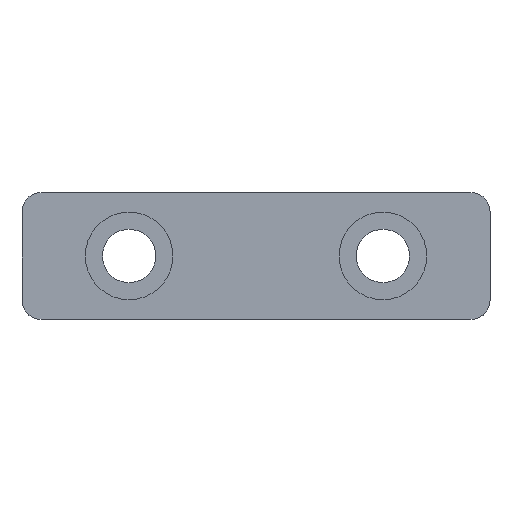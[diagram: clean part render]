
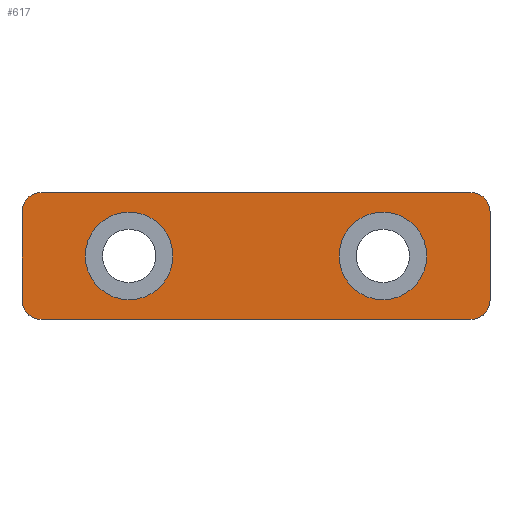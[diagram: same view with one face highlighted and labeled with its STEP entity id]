
A CAD part, top view. The second image highlights one B-rep face of the part: STEP entity #617.
In plain terms, the highlighted planar face has unit normal (0, 0, 1).
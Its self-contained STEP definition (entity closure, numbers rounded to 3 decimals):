
#4 = AXIS2_PLACEMENT_3D ( 'NONE', #608, #613, #519 ) ;
#7 = AXIS2_PLACEMENT_3D ( 'NONE', #280, #99, #96 ) ;
#8 = EDGE_CURVE ( 'NONE', #483, #278, #52, .T. ) ;
#11 = EDGE_CURVE ( 'NONE', #278, #483, #205, .T. ) ;
#21 = CARTESIAN_POINT ( 'NONE',  ( 28.44, 5., 1.6 ) ) ;
#24 = DIRECTION ( 'NONE',  ( -1., 0., 0. ) ) ;
#25 = EDGE_CURVE ( 'NONE', #261, #648, #359, .T. ) ;
#52 = CIRCLE ( 'NONE', #391, 3.45 ) ;
#86 = EDGE_CURVE ( 'NONE', #487, #548, #383, .T. ) ;
#89 = CIRCLE ( 'NONE', #459, 3.45 ) ;
#91 = AXIS2_PLACEMENT_3D ( 'NONE', #364, #231, #192 ) ;
#96 = DIRECTION ( 'NONE',  ( 1., 0., 0. ) ) ;
#99 = DIRECTION ( 'NONE',  ( 0., 0., 1. ) ) ;
#104 = VECTOR ( 'NONE', #370, 1000. ) ;
#110 = FACE_BOUND ( 'NONE', #232, .T. ) ;
#116 = FACE_BOUND ( 'NONE', #289, .T. ) ;
#118 = FACE_OUTER_BOUND ( 'NONE', #624, .T. ) ;
#123 = EDGE_CURVE ( 'NONE', #342, #260, #382, .T. ) ;
#125 = LINE ( 'NONE', #355, #104 ) ;
#139 = CIRCLE ( 'NONE', #590, 1.5 ) ;
#160 = AXIS2_PLACEMENT_3D ( 'NONE', #21, #471, #24 ) ;
#162 = CARTESIAN_POINT ( 'NONE',  ( 36.88, 1.5, 1.6 ) ) ;
#165 = VERTEX_POINT ( 'NONE', #500 ) ;
#169 = EDGE_CURVE ( 'NONE', #548, #342, #413, .T. ) ;
#185 = DIRECTION ( 'NONE',  ( 0., 1., 0. ) ) ;
#190 = EDGE_CURVE ( 'NONE', #165, #261, #440, .T. ) ;
#192 = DIRECTION ( 'NONE',  ( -1., 0., 0. ) ) ;
#198 = CIRCLE ( 'NONE', #672, 1.5 ) ;
#200 = EDGE_CURVE ( 'NONE', #648, #487, #198, .T. ) ;
#205 = CIRCLE ( 'NONE', #4, 3.45 ) ;
#211 = EDGE_CURVE ( 'NONE', #637, #551, #470, .T. ) ;
#220 = ORIENTED_EDGE ( 'NONE', *, *, #200, .T. ) ;
#228 = CARTESIAN_POINT ( 'NONE',  ( 1.5, 1.5, 1.6 ) ) ;
#229 = ORIENTED_EDGE ( 'NONE', *, *, #123, .T. ) ;
#231 = DIRECTION ( 'NONE',  ( 0., 0., 1. ) ) ;
#232 = EDGE_LOOP ( 'NONE', ( #684, #653 ) ) ;
#259 = ORIENTED_EDGE ( 'NONE', *, *, #683, .F. ) ;
#260 = VERTEX_POINT ( 'NONE', #407 ) ;
#261 = VERTEX_POINT ( 'NONE', #380 ) ;
#270 = DIRECTION ( 'NONE',  ( -1., 0., 0. ) ) ;
#271 = DIRECTION ( 'NONE',  ( 0., 0., 1. ) ) ;
#277 = ORIENTED_EDGE ( 'NONE', *, *, #211, .F. ) ;
#278 = VERTEX_POINT ( 'NONE', #596 ) ;
#280 = CARTESIAN_POINT ( 'NONE',  ( 35.38, 1.5, 1.6 ) ) ;
#283 = CARTESIAN_POINT ( 'NONE',  ( 28.44, 5., 1.6 ) ) ;
#289 = EDGE_LOOP ( 'NONE', ( #259, #277 ) ) ;
#293 = DIRECTION ( 'NONE',  ( 1., 0., 0. ) ) ;
#342 = VERTEX_POINT ( 'NONE', #492 ) ;
#354 = CARTESIAN_POINT ( 'NONE',  ( 1.5, 0., 1.6 ) ) ;
#355 = CARTESIAN_POINT ( 'NONE',  ( 1.5, 10., 1.6 ) ) ;
#359 = LINE ( 'NONE', #436, #360 ) ;
#360 = VECTOR ( 'NONE', #456, 1000. ) ;
#364 = CARTESIAN_POINT ( 'NONE',  ( 1.5, 8.5, 1.6 ) ) ;
#370 = DIRECTION ( 'NONE',  ( -1., 0., 0. ) ) ;
#374 = VECTOR ( 'NONE', #293, 1000. ) ;
#376 = CARTESIAN_POINT ( 'NONE',  ( 0., 1.5, 1.6 ) ) ;
#378 = CARTESIAN_POINT ( 'NONE',  ( 31.89, 5., 1.6 ) ) ;
#380 = CARTESIAN_POINT ( 'NONE',  ( 0., 8.5, 1.6 ) ) ;
#381 = EDGE_CURVE ( 'NONE', #260, #645, #139, .T. ) ;
#382 = LINE ( 'NONE', #162, #398 ) ;
#383 = LINE ( 'NONE', #354, #374 ) ;
#391 = AXIS2_PLACEMENT_3D ( 'NONE', #610, #595, #603 ) ;
#392 = DIRECTION ( 'NONE',  ( -1., 0., 0. ) ) ;
#393 = DIRECTION ( 'NONE',  ( 0., 0., -1. ) ) ;
#394 = PLANE ( 'NONE',  #506 ) ;
#398 = VECTOR ( 'NONE', #185, 1000. ) ;
#403 = CARTESIAN_POINT ( 'NONE',  ( 35.38, 10., 1.6 ) ) ;
#404 = CARTESIAN_POINT ( 'NONE',  ( 35.38, 8.5, 1.6 ) ) ;
#407 = CARTESIAN_POINT ( 'NONE',  ( 36.88, 8.5, 1.6 ) ) ;
#413 = CIRCLE ( 'NONE', #7, 1.5 ) ;
#433 = CARTESIAN_POINT ( 'NONE',  ( 24.99, 5., 1.6 ) ) ;
#436 = CARTESIAN_POINT ( 'NONE',  ( 0., 1.5, 1.6 ) ) ;
#438 = CARTESIAN_POINT ( 'NONE',  ( 35.38, 0., 1.6 ) ) ;
#440 = CIRCLE ( 'NONE', #91, 1.5 ) ;
#456 = DIRECTION ( 'NONE',  ( 0., -1., 0. ) ) ;
#459 = AXIS2_PLACEMENT_3D ( 'NONE', #283, #271, #270 ) ;
#463 = CARTESIAN_POINT ( 'NONE',  ( 11.89, 5., 1.6 ) ) ;
#468 = CARTESIAN_POINT ( 'NONE',  ( 1.5, 0., 1.6 ) ) ;
#470 = CIRCLE ( 'NONE', #160, 3.45 ) ;
#471 = DIRECTION ( 'NONE',  ( 0., 0., 1. ) ) ;
#476 = DIRECTION ( 'NONE',  ( -1., 0., 0. ) ) ;
#477 = DIRECTION ( 'NONE',  ( 0., 0., 1. ) ) ;
#478 = CARTESIAN_POINT ( 'NONE',  ( 35.38, 8.5, 1.6 ) ) ;
#483 = VERTEX_POINT ( 'NONE', #463 ) ;
#487 = VERTEX_POINT ( 'NONE', #468 ) ;
#492 = CARTESIAN_POINT ( 'NONE',  ( 36.88, 1.5, 1.6 ) ) ;
#500 = CARTESIAN_POINT ( 'NONE',  ( 1.5, 10., 1.6 ) ) ;
#506 = AXIS2_PLACEMENT_3D ( 'NONE', #404, #393, #392 ) ;
#519 = DIRECTION ( 'NONE',  ( -1., 0., 0. ) ) ;
#548 = VERTEX_POINT ( 'NONE', #438 ) ;
#551 = VERTEX_POINT ( 'NONE', #433 ) ;
#567 = DIRECTION ( 'NONE',  ( 0., 0., 1. ) ) ;
#570 = DIRECTION ( 'NONE',  ( -1., 0., 0. ) ) ;
#590 = AXIS2_PLACEMENT_3D ( 'NONE', #478, #477, #476 ) ;
#595 = DIRECTION ( 'NONE',  ( 0., 0., 1. ) ) ;
#596 = CARTESIAN_POINT ( 'NONE',  ( 4.99, 5., 1.6 ) ) ;
#603 = DIRECTION ( 'NONE',  ( -1., 0., 0. ) ) ;
#608 = CARTESIAN_POINT ( 'NONE',  ( 8.44, 5., 1.6 ) ) ;
#610 = CARTESIAN_POINT ( 'NONE',  ( 8.44, 5., 1.6 ) ) ;
#613 = DIRECTION ( 'NONE',  ( 0., 0., 1. ) ) ;
#617 = ADVANCED_FACE ( 'NONE', ( #110, #118, #116 ), #394, .F. ) ;
#621 = ORIENTED_EDGE ( 'NONE', *, *, #25, .T. ) ;
#624 = EDGE_LOOP ( 'NONE', ( #652, #628, #659, #621, #220, #666, #655, #229 ) ) ;
#628 = ORIENTED_EDGE ( 'NONE', *, *, #661, .T. ) ;
#637 = VERTEX_POINT ( 'NONE', #378 ) ;
#645 = VERTEX_POINT ( 'NONE', #403 ) ;
#648 = VERTEX_POINT ( 'NONE', #376 ) ;
#652 = ORIENTED_EDGE ( 'NONE', *, *, #381, .T. ) ;
#653 = ORIENTED_EDGE ( 'NONE', *, *, #8, .F. ) ;
#655 = ORIENTED_EDGE ( 'NONE', *, *, #169, .T. ) ;
#659 = ORIENTED_EDGE ( 'NONE', *, *, #190, .T. ) ;
#661 = EDGE_CURVE ( 'NONE', #645, #165, #125, .T. ) ;
#666 = ORIENTED_EDGE ( 'NONE', *, *, #86, .T. ) ;
#672 = AXIS2_PLACEMENT_3D ( 'NONE', #228, #567, #570 ) ;
#683 = EDGE_CURVE ( 'NONE', #551, #637, #89, .T. ) ;
#684 = ORIENTED_EDGE ( 'NONE', *, *, #11, .F. ) ;
